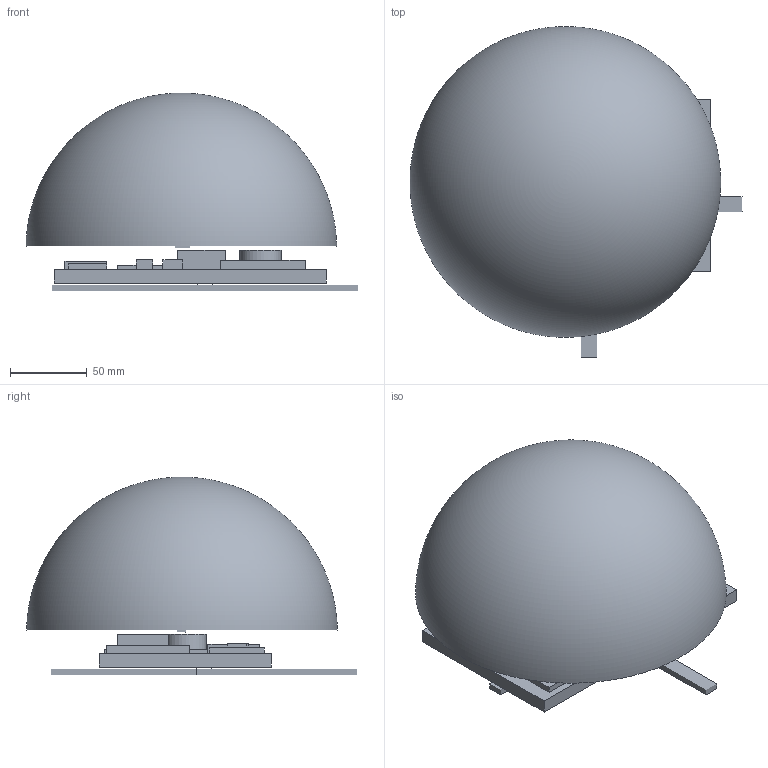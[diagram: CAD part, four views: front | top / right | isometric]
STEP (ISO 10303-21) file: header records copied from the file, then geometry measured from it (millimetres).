
FILE_DESCRIPTION(/* description */ ('STEP AP242','CAx-IF Rec.Pracs.---Representation and Presentation of Product Manufacturing Information (PMI)---4.0---2014-10-13','CAx-IF Rec.Pracs.---3D Tessellated Geometry---0.4---2014-09-14','2;1','CAx-IF Rec.Pracs.---User Defined Attributes---1.5---2016-08-15'),/* implementation_level */ '2;1');
FILE_NAME(/* name */ 'Assembly 2',/* time_stamp */ '2025-11-09T13:16:53Z',/* author */ (''),/* organization */ (''),/* preprocessor_version */ 'ST-DEVELOPER v20',/* originating_system */ 'ONSHAPE BY PTC INC, 1.206',/* authorisation */ ' ');
FILE_SCHEMA (('AP242_MANAGED_MODEL_BASED_3D_ENGINEERING_MIM_LF { 1 0 10303 442 1 1 4 }'));
Length unit declared in the file: metre
Products named in the file (15): Assembly 2; Part 3; Part 4; Part 2; Part 8; Part 6; Part 11; Part 1; Part 10; Part 9; Part 5; Part 7
Assembly tree (14 placements, depth 2):
  Assembly 2
    Part 3
    Part 3
    Part 4
    Part 2
    Part 8
    Part 6
    Part 11
    Part 1
    Part 10
    Part 9
    Part 5
    Part 7
    Part 1
    Part 2
Bounding box: 216.92 x 216.07 x 129.13 mm (x, y, z)
Volume: 219116.9 mm3; surface area: 174640.5 mm2
Topology: 11 solids, 14 shells, 72 faces, 141 edges, 94 vertices
Faces by surface type: plane 66, other 3, cylinder 3
Full cylindrical faces by diameter (mm): 12.565 x1, 24.564 x1, 27.016 x1
Entity records: 2185 total; most frequent: CARTESIAN_POINT 316, DIRECTION 312, ORIENTED_EDGE 276, EDGE_CURVE 138, LINE 132, VECTOR 132, VERTEX_POINT 94, AXIS2_PLACEMENT_3D 90
